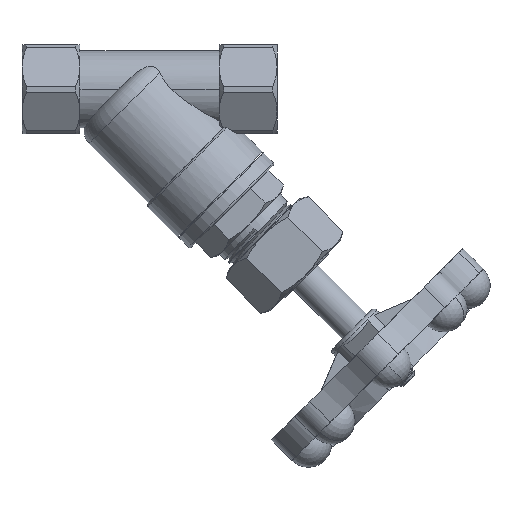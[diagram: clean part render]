
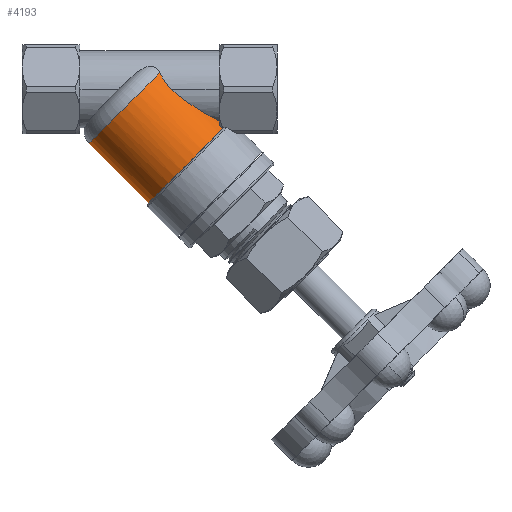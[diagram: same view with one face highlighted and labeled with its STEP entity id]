
A CAD part, front view. The second image highlights one B-rep face of the part: STEP entity #4193.
In plain terms, the highlighted cylindrical face has radius 14.5 mm (diameter 29 mm), a partial arc.
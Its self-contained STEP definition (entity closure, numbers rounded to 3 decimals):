
#274 = CARTESIAN_POINT ( 'NONE',  ( 5.737, 0., -10. ) ) ;
#465 = CARTESIAN_POINT ( 'NONE',  ( 12.366, 5.023, -8.655 ) ) ;
#956 = CARTESIAN_POINT ( 'NONE',  ( 5.094, -0.643, -10. ) ) ;
#960 = CARTESIAN_POINT ( 'NONE',  ( 18., 8.808, -6.554 ) ) ;
#1114 = EDGE_CURVE ( 'NONE', #12465, #4017, #3722, .T. ) ;
#1143 = CARTESIAN_POINT ( 'NONE',  ( 18., 8.507, -6.117 ) ) ;
#1283 = CIRCLE ( 'NONE', #35028, 14.5 ) ;
#2534 = CARTESIAN_POINT ( 'NONE',  ( 16.023, 7.163, -6.991 ) ) ;
#2840 = VERTEX_POINT ( 'NONE', #33675 ) ;
#2927 = B_SPLINE_CURVE_WITH_KNOTS ( 'NONE', 3,
 ( #36264, #30697, #16597, #2534, #3447, #8830, #14909, #14373, #465, #23065, #5853, #26216, #26035, #25675, #9172, #19918, #17504, #274 ),
 .UNSPECIFIED., .F., .F.,
 ( 4, 2, 2, 2, 2, 2, 2, 2, 4 ),
 ( 0., 0.002, 0.004, 0.006, 0.008, 0.012, 0.014, 0.015, 0.016 ),
 .UNSPECIFIED. ) ;
#3342 = ORIENTED_EDGE ( 'NONE', *, *, #36697, .T. ) ;
#3372 = DIRECTION ( 'NONE',  ( -0.707, 0.707, 0. ) ) ;
#3447 = CARTESIAN_POINT ( 'NONE',  ( 15.512, 6.877, -7.271 ) ) ;
#3722 = B_SPLINE_CURVE_WITH_KNOTS ( 'NONE', 3,
 ( #23378, #956, #26348, #26168, #26540, #15227 ),
 .UNSPECIFIED., .F., .F.,
 ( 4, 2, 4 ),
 ( 0.016, 0.018, 0.021 ),
 .UNSPECIFIED. ) ;
#4017 = VERTEX_POINT ( 'NONE', #8200 ) ;
#4019 = ORIENTED_EDGE ( 'NONE', *, *, #25245, .F. ) ;
#4193 = ADVANCED_FACE ( 'NONE', ( #11884 ), #8757, .T. ) ;
#4652 = CARTESIAN_POINT ( 'NONE',  ( -0.217, 29.401, 0. ) ) ;
#5350 = CARTESIAN_POINT ( 'NONE',  ( 5.737, 0., -10. ) ) ;
#5578 = VERTEX_POINT ( 'NONE', #10334 ) ;
#5829 = ORIENTED_EDGE ( 'NONE', *, *, #20527, .T. ) ;
#5853 = CARTESIAN_POINT ( 'NONE',  ( 9.722, 3.303, -9.472 ) ) ;
#6139 = DIRECTION ( 'NONE',  ( 0.707, 0.707, 0. ) ) ;
#6607 = VERTEX_POINT ( 'NONE', #26885 ) ;
#6891 = DIRECTION ( 'NONE',  ( -0.707, -0.707, 0. ) ) ;
#7623 = B_SPLINE_CURVE_WITH_KNOTS ( 'NONE', 3,
 ( #10301, #15492, #24388, #16040 ),
 .UNSPECIFIED., .F., .F.,
 ( 4, 4 ),
 ( 0.001, 0.002 ),
 .UNSPECIFIED. ) ;
#8200 = CARTESIAN_POINT ( 'NONE',  ( 2.64, -4.286, -9.035 ) ) ;
#8244 = LINE ( 'NONE', #16759, #30010 ) ;
#8757 = CYLINDRICAL_SURFACE ( 'NONE', #9209, 14.5 ) ;
#8830 = CARTESIAN_POINT ( 'NONE',  ( 14.477, 6.286, -7.787 ) ) ;
#9172 = CARTESIAN_POINT ( 'NONE',  ( 6.692, 0.903, -9.962 ) ) ;
#9209 = AXIS2_PLACEMENT_3D ( 'NONE', #31529, #6139, #3372 ) ;
#9499 = CARTESIAN_POINT ( 'NONE',  ( 10.036, 19.148, 0. ) ) ;
#10301 = CARTESIAN_POINT ( 'NONE',  ( 18.911, 10.273, -7.261 ) ) ;
#10334 = CARTESIAN_POINT ( 'NONE',  ( -15.632, 13.986, 0. ) ) ;
#10399 = EDGE_CURVE ( 'NONE', #10527, #2840, #7623, .T. ) ;
#10527 = VERTEX_POINT ( 'NONE', #19187 ) ;
#11220 = ORIENTED_EDGE ( 'NONE', *, *, #1114, .T. ) ;
#11351 = DIRECTION ( 'NONE',  ( -0.707, 0.707, 0. ) ) ;
#11884 = FACE_OUTER_BOUND ( 'NONE', #26117, .T. ) ;
#12465 = VERTEX_POINT ( 'NONE', #5350 ) ;
#13944 = CARTESIAN_POINT ( 'NONE',  ( -5.379, 3.733, 0. ) ) ;
#14373 = CARTESIAN_POINT ( 'NONE',  ( 12.899, 5.35, -8.457 ) ) ;
#14909 = CARTESIAN_POINT ( 'NONE',  ( 13.954, 5.981, -8.023 ) ) ;
#15227 = CARTESIAN_POINT ( 'NONE',  ( 2.64, -4.286, -9.035 ) ) ;
#15492 = CARTESIAN_POINT ( 'NONE',  ( 18.606, 9.895, -7.171 ) ) ;
#16040 = CARTESIAN_POINT ( 'NONE',  ( 18., 9.139, -6.981 ) ) ;
#16597 = CARTESIAN_POINT ( 'NONE',  ( 17.027, 7.715, -6.375 ) ) ;
#16759 = CARTESIAN_POINT ( 'NONE',  ( -18.814, 10.804, 0. ) ) ;
#17080 = CIRCLE ( 'NONE', #17688, 14.5 ) ;
#17504 = CARTESIAN_POINT ( 'NONE',  ( 5.969, 0.232, -10. ) ) ;
#17688 = AXIS2_PLACEMENT_3D ( 'NONE', #9499, #6891, #26898 ) ;
#18523 = ORIENTED_EDGE ( 'NONE', *, *, #25132, .T. ) ;
#19187 = CARTESIAN_POINT ( 'NONE',  ( 18.911, 10.273, -7.261 ) ) ;
#19918 = CARTESIAN_POINT ( 'NONE',  ( 6.208, 0.46, -9.992 ) ) ;
#20041 = DIRECTION ( 'NONE',  ( 0.707, 0.707, 0. ) ) ;
#20527 = EDGE_CURVE ( 'NONE', #6607, #12465, #2927, .T. ) ;
#23065 = CARTESIAN_POINT ( 'NONE',  ( 10.773, 4.013, -9.191 ) ) ;
#23378 = CARTESIAN_POINT ( 'NONE',  ( 5.737, 0., -10. ) ) ;
#23927 = VERTEX_POINT ( 'NONE', #4652 ) ;
#24049 =( BOUNDED_CURVE ( )  B_SPLINE_CURVE ( 3, ( #26351, #1143, #960, #29678 ),
 .UNSPECIFIED., .F., .F. ) 
 B_SPLINE_CURVE_WITH_KNOTS ( ( 4, 4 ),
 ( 3.543, 3.644 ),
 .UNSPECIFIED. ) 
 CURVE ( )  GEOMETRIC_REPRESENTATION_ITEM ( )  RATIONAL_B_SPLINE_CURVE ( ( 1., 0.999, 0.999, 1. ) ) 
 REPRESENTATION_ITEM ( '' )  );
#24388 = CARTESIAN_POINT ( 'NONE',  ( 18.303, 9.517, -7.078 ) ) ;
#25132 = EDGE_CURVE ( 'NONE', #23927, #10527, #17080, .T. ) ;
#25245 = EDGE_CURVE ( 'NONE', #6607, #2840, #24049, .T. ) ;
#25675 = CARTESIAN_POINT ( 'NONE',  ( 6.937, 1.119, -9.939 ) ) ;
#26035 = CARTESIAN_POINT ( 'NONE',  ( 7.68, 1.75, -9.855 ) ) ;
#26117 = EDGE_LOOP ( 'NONE', ( #32567, #3342, #18523, #36457, #4019, #5829, #11220 ) ) ;
#26161 = EDGE_CURVE ( 'NONE', #4017, #5578, #1283, .T. ) ;
#26168 = CARTESIAN_POINT ( 'NONE',  ( 3.433, -2.783, -9.634 ) ) ;
#26216 = CARTESIAN_POINT ( 'NONE',  ( 8.185, 2.149, -9.774 ) ) ;
#26348 = CARTESIAN_POINT ( 'NONE',  ( 4.497, -1.323, -9.94 ) ) ;
#26351 = CARTESIAN_POINT ( 'NONE',  ( 18., 8.238, -5.669 ) ) ;
#26540 = CARTESIAN_POINT ( 'NONE',  ( 2.992, -3.532, -9.393 ) ) ;
#26885 = CARTESIAN_POINT ( 'NONE',  ( 18., 8.238, -5.669 ) ) ;
#26898 = DIRECTION ( 'NONE',  ( -0.707, 0.707, 0. ) ) ;
#29678 = CARTESIAN_POINT ( 'NONE',  ( 18., 9.139, -6.981 ) ) ;
#30010 = VECTOR ( 'NONE', #30853, 1000. ) ;
#30697 = CARTESIAN_POINT ( 'NONE',  ( 17.52, 7.982, -6.041 ) ) ;
#30853 = DIRECTION ( 'NONE',  ( 0.707, 0.707, 0. ) ) ;
#31529 = CARTESIAN_POINT ( 'NONE',  ( -8.561, 0.551, 0. ) ) ;
#32567 = ORIENTED_EDGE ( 'NONE', *, *, #26161, .T. ) ;
#33675 = CARTESIAN_POINT ( 'NONE',  ( 18., 9.139, -6.981 ) ) ;
#35028 = AXIS2_PLACEMENT_3D ( 'NONE', #13944, #20041, #11351 ) ;
#36264 = CARTESIAN_POINT ( 'NONE',  ( 18., 8.238, -5.669 ) ) ;
#36457 = ORIENTED_EDGE ( 'NONE', *, *, #10399, .T. ) ;
#36697 = EDGE_CURVE ( 'NONE', #5578, #23927, #8244, .T. ) ;
